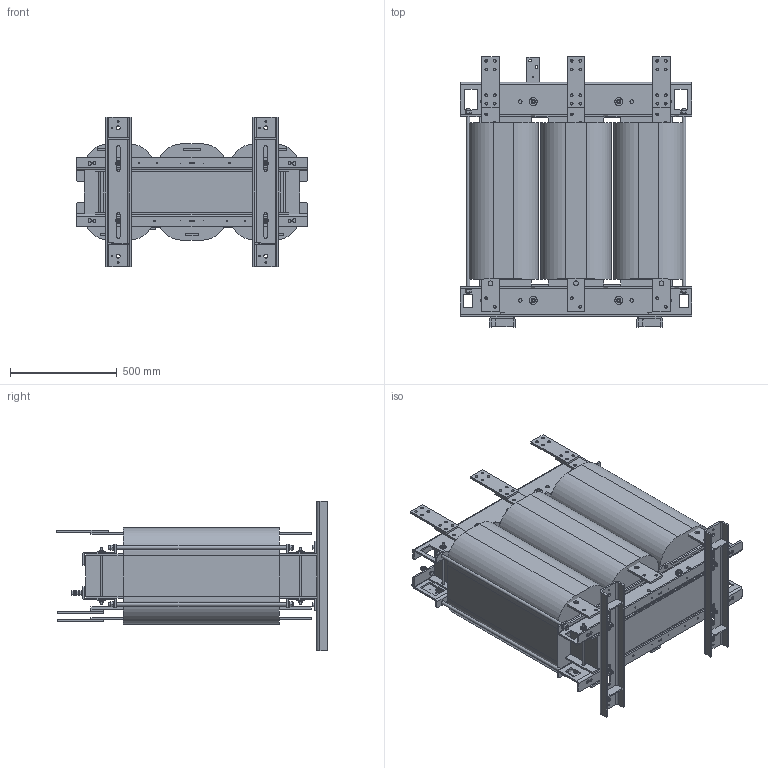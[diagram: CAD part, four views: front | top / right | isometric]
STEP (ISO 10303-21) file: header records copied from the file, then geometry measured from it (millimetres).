
FILE_DESCRIPTION(/* description */ (''),/* implementation_level */ '2;1');
FILE_NAME(/* name */ 'AUTX800.stp',/* time_stamp */ '2023-12-22T10:41:41+01:00',/* author */ ('ops'),/* organization */ (''),/* preprocessor_version */ 'ST-DEVELOPER v16.13',/* originating_system */ 'Autodesk Inventor 2018',/* authorisation */ '');
FILE_SCHEMA (('AUTOMOTIVE_DESIGN { 1 0 10303 214 3 1 1 }'));
Length unit declared in the file: millimetre
Products named in the file (1): AUTX800
Bounding box: 1083 x 1265 x 700 mm (x, y, z)
Volume: 372477243.7 mm3; surface area: 13845315.1 mm2
Topology: 151 solids, 151 shells, 1648 faces, 3898 edges, 2562 vertices
Faces by surface type: plane 874, cylinder 582, cone 136, torus 56
Full cylindrical faces by diameter (mm): 3.5 x4, 6 x8, 7 x16, 8 x2, 8.376 x12, 10 x8, 10.106 x7, 10.5 x16, 11.053 x1, 12 x45, 13 x89, 13.835 x8, 14 x6, 16 x8, 16.63 x4, 17 x72, 17.2 x1, 18 x4, 20 x8, 22 x18, 24 x11, 30 x16, 37 x8
Entity records: 48287 total; most frequent: CARTESIAN_POINT 9161, DIRECTION 7762, ORIENTED_EDGE 6786, EDGE_CURVE 3393, AXIS2_PLACEMENT_3D 3120, EDGE_LOOP 2782, VERTEX_POINT 2535, FACE_OUTER_BOUND 1648
